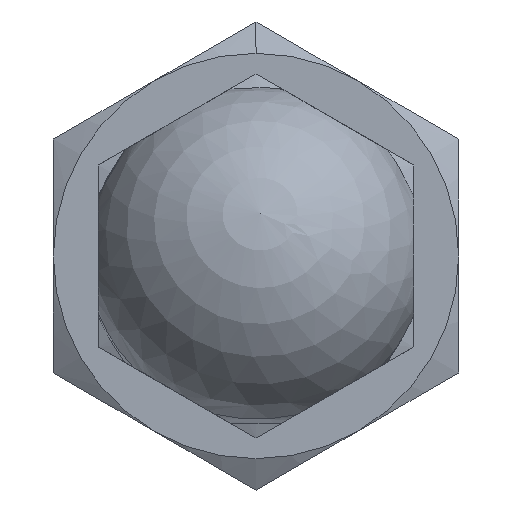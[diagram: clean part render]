
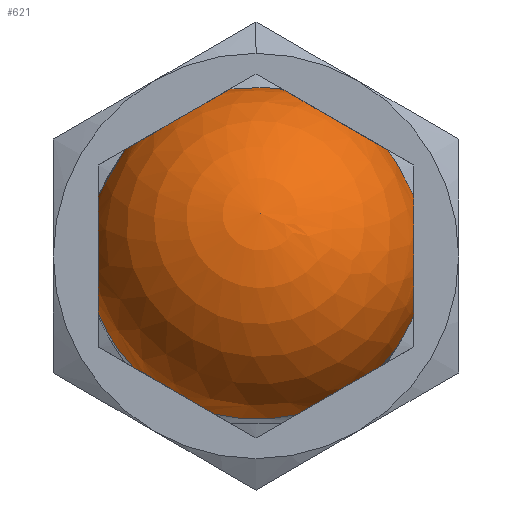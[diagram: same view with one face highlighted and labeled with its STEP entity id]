
A CAD part, front view. The second image highlights one B-rep face of the part: STEP entity #621.
In plain terms, the highlighted spherical face has radius 7.5 mm.
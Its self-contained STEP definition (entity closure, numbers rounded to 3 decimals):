
#21 = DIRECTION ( 'NONE',  ( -0.5, 0., 0.866 ) ) ;
#25 = CARTESIAN_POINT ( 'NONE',  ( 0., -14.5, 0. ) ) ;
#52 = ORIENTED_EDGE ( 'NONE', *, *, #1293, .F. ) ;
#63 = CARTESIAN_POINT ( 'NONE',  ( -7., -14.5, 0. ) ) ;
#65 = CIRCLE ( 'NONE', #1998, 2.693 ) ;
#73 = CARTESIAN_POINT ( 'NONE',  ( 0., -14.5, 0. ) ) ;
#81 = CARTESIAN_POINT ( 'NONE',  ( 7., -15.017, -2.642 ) ) ;
#103 = ORIENTED_EDGE ( 'NONE', *, *, #600, .T. ) ;
#135 = CARTESIAN_POINT ( 'NONE',  ( 1.775, -16.312, -7.058 ) ) ;
#162 = AXIS2_PLACEMENT_3D ( 'NONE', #540, #215, #1317 ) ;
#164 = ORIENTED_EDGE ( 'NONE', *, *, #1937, .T. ) ;
#175 = DIRECTION ( 'NONE',  ( -0.025, 0.967, -0.254 ) ) ;
#196 = CARTESIAN_POINT ( 'NONE',  ( 3.5, -14.5, 6.062 ) ) ;
#215 = DIRECTION ( 'NONE',  ( 0.5, 0., -0.866 ) ) ;
#238 = DIRECTION ( 'NONE',  ( 0., -1., 0. ) ) ;
#243 = AXIS2_PLACEMENT_3D ( 'NONE', #25, #175, #1464 ) ;
#245 = VERTEX_POINT ( 'NONE', #1719 ) ;
#270 = DIRECTION ( 'NONE',  ( 0., -0.255, -0.967 ) ) ;
#277 = CARTESIAN_POINT ( 'NONE',  ( 0., -14.5, 0. ) ) ;
#286 = ORIENTED_EDGE ( 'NONE', *, *, #541, .T. ) ;
#289 = DIRECTION ( 'NONE',  ( 0., -0.255, -0.967 ) ) ;
#290 = CIRCLE ( 'NONE', #162, 2.693 ) ;
#291 = VERTEX_POINT ( 'NONE', #458 ) ;
#320 = ORIENTED_EDGE ( 'NONE', *, *, #2023, .T. ) ;
#368 = DIRECTION ( 'NONE',  ( -0.025, 0.967, -0.254 ) ) ;
#377 = CARTESIAN_POINT ( 'NONE',  ( 5.616, -15.631, -4.84 ) ) ;
#382 = CIRCLE ( 'NONE', #2010, 2.693 ) ;
#402 = EDGE_CURVE ( 'NONE', #1526, #245, #648, .T. ) ;
#443 = VERTEX_POINT ( 'NONE', #81 ) ;
#451 = EDGE_CURVE ( 'NONE', #2006, #291, #1434, .T. ) ;
#458 = CARTESIAN_POINT ( 'NONE',  ( -1.843, -16.394, -7.019 ) ) ;
#540 = CARTESIAN_POINT ( 'NONE',  ( -3.5, -14.5, 6.062 ) ) ;
#541 = EDGE_CURVE ( 'NONE', #1690, #1440, #1143, .T. ) ;
#551 = CIRCLE ( 'NONE', #1272, 7.5 ) ;
#600 = EDGE_CURVE ( 'NONE', #712, #1295, #382, .T. ) ;
#612 = CARTESIAN_POINT ( 'NONE',  ( 0., -14.5, 0. ) ) ;
#621 = ADVANCED_FACE ( 'NONE', ( #1265 ), #893, .T. ) ;
#648 = CIRCLE ( 'NONE', #899, 2.693 ) ;
#665 = DIRECTION ( 'NONE',  ( 0., 0.255, 0.967 ) ) ;
#707 = CARTESIAN_POINT ( 'NONE',  ( -3.5, -14.5, -6.062 ) ) ;
#711 = AXIS2_PLACEMENT_3D ( 'NONE', #73, #1193, #270 ) ;
#712 = VERTEX_POINT ( 'NONE', #1813 ) ;
#728 = VERTEX_POINT ( 'NONE', #1170 ) ;
#744 = CIRCLE ( 'NONE', #1887, 7.5 ) ;
#804 = ORIENTED_EDGE ( 'NONE', *, *, #1817, .F. ) ;
#805 = DIRECTION ( 'NONE',  ( -0.866, 0., -0.5 ) ) ;
#834 = DIRECTION ( 'NONE',  ( -0.5, 0., -0.866 ) ) ;
#835 = CARTESIAN_POINT ( 'NONE',  ( 7., -14.5, 0. ) ) ;
#840 = CARTESIAN_POINT ( 'NONE',  ( 0., -14.5, 0. ) ) ;
#893 = SPHERICAL_SURFACE ( 'NONE', #1386, 7.5 ) ;
#899 = AXIS2_PLACEMENT_3D ( 'NONE', #63, #1983, #238 ) ;
#925 = EDGE_LOOP ( 'NONE', ( #804, #1086, #320, #286, #1589, #1739, #1562, #103, #52, #164, #990, #1648 ) ) ;
#927 = DIRECTION ( 'NONE',  ( 0.025, -0.967, 0.254 ) ) ;
#966 = CARTESIAN_POINT ( 'NONE',  ( 1.843, -12.606, 7.019 ) ) ;
#980 = CARTESIAN_POINT ( 'NONE',  ( 0., -14.5, 0. ) ) ;
#990 = ORIENTED_EDGE ( 'NONE', *, *, #1894, .F. ) ;
#996 = DIRECTION ( 'NONE',  ( -1., 0., 0. ) ) ;
#1003 = CARTESIAN_POINT ( 'NONE',  ( -7., -13.983, 2.642 ) ) ;
#1022 = VERTEX_POINT ( 'NONE', #1668 ) ;
#1055 = EDGE_CURVE ( 'NONE', #1440, #443, #1551, .T. ) ;
#1071 = DIRECTION ( 'NONE',  ( 0.025, -0.967, 0.254 ) ) ;
#1081 = CARTESIAN_POINT ( 'NONE',  ( 7., -13.649, 2.555 ) ) ;
#1085 = AXIS2_PLACEMENT_3D ( 'NONE', #840, #1963, #1938 ) ;
#1086 = ORIENTED_EDGE ( 'NONE', *, *, #451, .T. ) ;
#1109 = AXIS2_PLACEMENT_3D ( 'NONE', #707, #2001, #1688 ) ;
#1143 = CIRCLE ( 'NONE', #1215, 2.693 ) ;
#1153 = CIRCLE ( 'NONE', #1737, 7.5 ) ;
#1158 = DIRECTION ( 'NONE',  ( 0., 0., -1. ) ) ;
#1170 = CARTESIAN_POINT ( 'NONE',  ( -1.775, -12.688, 7.058 ) ) ;
#1193 = DIRECTION ( 'NONE',  ( 0.025, -0.967, 0.254 ) ) ;
#1215 = AXIS2_PLACEMENT_3D ( 'NONE', #1591, #21, #805 ) ;
#1224 = CIRCLE ( 'NONE', #1085, 7.5 ) ;
#1238 = DIRECTION ( 'NONE',  ( 0., -0.255, -0.967 ) ) ;
#1265 = FACE_OUTER_BOUND ( 'NONE', #925, .T. ) ;
#1272 = AXIS2_PLACEMENT_3D ( 'NONE', #612, #1071, #1238 ) ;
#1293 = EDGE_CURVE ( 'NONE', #728, #1295, #744, .T. ) ;
#1295 = VERTEX_POINT ( 'NONE', #966 ) ;
#1317 = DIRECTION ( 'NONE',  ( 0.866, 0., 0.5 ) ) ;
#1371 = CIRCLE ( 'NONE', #243, 7.5 ) ;
#1386 = AXIS2_PLACEMENT_3D ( 'NONE', #980, #368, #1756 ) ;
#1412 = EDGE_CURVE ( 'NONE', #443, #2016, #65, .T. ) ;
#1434 = CIRCLE ( 'NONE', #1109, 2.693 ) ;
#1440 = VERTEX_POINT ( 'NONE', #377 ) ;
#1464 = DIRECTION ( 'NONE',  ( 0., 0.255, 0.967 ) ) ;
#1526 = VERTEX_POINT ( 'NONE', #1003 ) ;
#1551 = CIRCLE ( 'NONE', #711, 7.5 ) ;
#1562 = ORIENTED_EDGE ( 'NONE', *, *, #1577, .T. ) ;
#1577 = EDGE_CURVE ( 'NONE', #2016, #712, #551, .T. ) ;
#1589 = ORIENTED_EDGE ( 'NONE', *, *, #1055, .T. ) ;
#1591 = CARTESIAN_POINT ( 'NONE',  ( 3.5, -14.5, -6.062 ) ) ;
#1602 = DIRECTION ( 'NONE',  ( -0.025, 0.967, -0.254 ) ) ;
#1648 = ORIENTED_EDGE ( 'NONE', *, *, #402, .T. ) ;
#1668 = CARTESIAN_POINT ( 'NONE',  ( -5.616, -13.369, 4.84 ) ) ;
#1688 = DIRECTION ( 'NONE',  ( -0.866, 0., 0.5 ) ) ;
#1690 = VERTEX_POINT ( 'NONE', #135 ) ;
#1719 = CARTESIAN_POINT ( 'NONE',  ( -7., -15.351, -2.555 ) ) ;
#1737 = AXIS2_PLACEMENT_3D ( 'NONE', #277, #927, #289 ) ;
#1739 = ORIENTED_EDGE ( 'NONE', *, *, #1412, .T. ) ;
#1756 = DIRECTION ( 'NONE',  ( 0.919, -0.079, -0.388 ) ) ;
#1813 = CARTESIAN_POINT ( 'NONE',  ( 5.473, -13.065, 4.923 ) ) ;
#1817 = EDGE_CURVE ( 'NONE', #2006, #245, #1224, .T. ) ;
#1881 = CARTESIAN_POINT ( 'NONE',  ( -5.473, -15.935, -4.923 ) ) ;
#1887 = AXIS2_PLACEMENT_3D ( 'NONE', #1941, #1602, #665 ) ;
#1894 = EDGE_CURVE ( 'NONE', #1526, #1022, #1371, .T. ) ;
#1932 = DIRECTION ( 'NONE',  ( 0.866, 0., -0.5 ) ) ;
#1937 = EDGE_CURVE ( 'NONE', #728, #1022, #290, .T. ) ;
#1938 = DIRECTION ( 'NONE',  ( 0., 0.255, 0.967 ) ) ;
#1941 = CARTESIAN_POINT ( 'NONE',  ( 0., -14.5, 0. ) ) ;
#1963 = DIRECTION ( 'NONE',  ( -0.025, 0.967, -0.254 ) ) ;
#1983 = DIRECTION ( 'NONE',  ( 1., 0., 0. ) ) ;
#1998 = AXIS2_PLACEMENT_3D ( 'NONE', #835, #996, #1158 ) ;
#2001 = DIRECTION ( 'NONE',  ( 0.5, 0., 0.866 ) ) ;
#2006 = VERTEX_POINT ( 'NONE', #1881 ) ;
#2010 = AXIS2_PLACEMENT_3D ( 'NONE', #196, #834, #1932 ) ;
#2016 = VERTEX_POINT ( 'NONE', #1081 ) ;
#2023 = EDGE_CURVE ( 'NONE', #291, #1690, #1153, .T. ) ;
